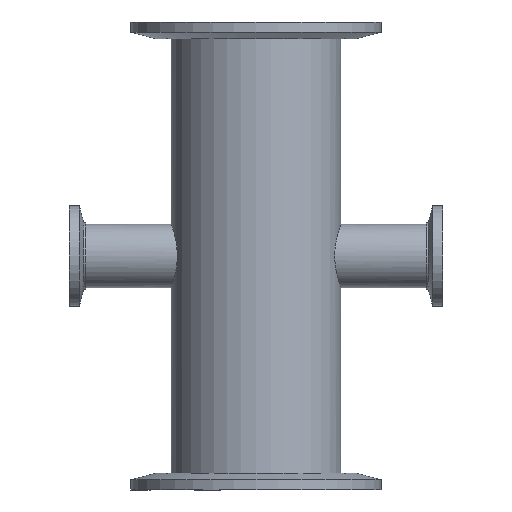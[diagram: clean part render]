
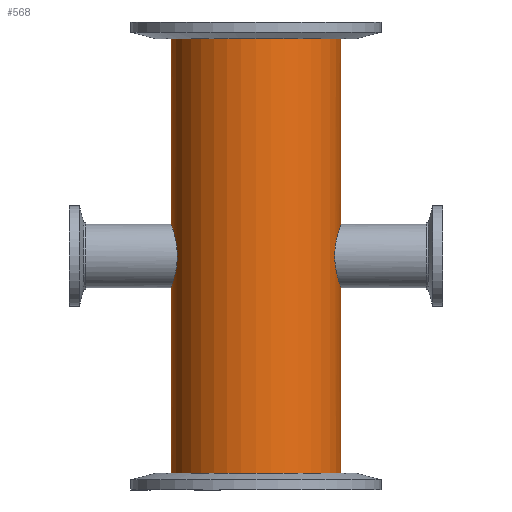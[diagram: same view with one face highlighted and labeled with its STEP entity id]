
A CAD part, front view. The second image highlights one B-rep face of the part: STEP entity #568.
In plain terms, the highlighted cylindrical face has radius 25.4 mm (diameter 50.8 mm), a full revolution.
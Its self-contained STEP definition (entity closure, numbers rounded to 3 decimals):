
#69=FACE_BOUND('',#160,.T.);
#84=CIRCLE('',#690,25.4);
#85=CIRCLE('',#691,25.4);
#129=FACE_OUTER_BOUND('',#159,.T.);
#159=EDGE_LOOP('',(#418,#419,#420,#421,#422,#423,#424,#425,#426));
#160=EDGE_LOOP('',(#427,#428));
#202=LINE('',#1134,#221);
#203=LINE('',#1136,#222);
#221=VECTOR('',#789,25.4);
#222=VECTOR('',#790,25.4);
#236=B_SPLINE_CURVE_WITH_KNOTS('',3,(#961,#962,#963,#964,#965,#966,#967,
#968,#969,#970),.UNSPECIFIED.,.F.,.F.,(4,2,2,2,4),(1.447,1.808,
2.17,2.532,2.894),.UNSPECIFIED.);
#237=B_SPLINE_CURVE_WITH_KNOTS('',3,(#972,#973,#974,#975,#976,#977,#978,
#979,#980,#981,#982,#983,#984,#985,#986,#987,#988,#989,#990),
 .UNSPECIFIED.,.F.,.F.,(4,2,2,2,3,2,2,2,4),(4.34,4.702,
5.063,5.425,5.787,6.149,6.511,
6.872,7.234),.UNSPECIFIED.);
#238=B_SPLINE_CURVE_WITH_KNOTS('',3,(#991,#992,#993,#994,#995,#996,#997,
#998,#999,#1000),.UNSPECIFIED.,.F.,.F.,(4,2,2,2,4),(2.894,3.255,
3.617,3.979,4.34),.UNSPECIFIED.);
#245=B_SPLINE_CURVE_WITH_KNOTS('',3,(#1088,#1089,#1090,#1091,#1092,#1093,
#1094,#1095,#1096,#1097,#1098,#1099,#1100,#1101,#1102,#1103,#1104,#1105),
 .UNSPECIFIED.,.F.,.F.,(4,2,2,2,2,2,2,2,4),(0.,0.362,0.724,
1.085,1.447,1.808,2.17,2.532,
2.894),.UNSPECIFIED.);
#246=B_SPLINE_CURVE_WITH_KNOTS('',3,(#1106,#1107,#1108,#1109,#1110,#1111,
#1112,#1113,#1114,#1115,#1116,#1117,#1118,#1119,#1120,#1121,#1122,#1123),
 .UNSPECIFIED.,.F.,.F.,(4,2,2,2,2,2,2,2,4),(2.894,3.255,
3.617,3.979,4.34,4.702,5.063,
5.425,5.787),.UNSPECIFIED.);
#252=VERTEX_POINT('',#959);
#253=VERTEX_POINT('',#960);
#254=VERTEX_POINT('',#971);
#261=VERTEX_POINT('',#1085);
#262=VERTEX_POINT('',#1087);
#265=VERTEX_POINT('',#1132);
#266=VERTEX_POINT('',#1135);
#312=EDGE_CURVE('',#252,#253,#236,.T.);
#313=EDGE_CURVE('',#254,#252,#237,.T.);
#314=EDGE_CURVE('',#253,#254,#238,.T.);
#323=EDGE_CURVE('',#262,#261,#245,.T.);
#324=EDGE_CURVE('',#261,#262,#246,.T.);
#329=EDGE_CURVE('',#265,#265,#84,.T.);
#330=EDGE_CURVE('',#265,#252,#202,.T.);
#331=EDGE_CURVE('',#254,#266,#203,.T.);
#332=EDGE_CURVE('',#266,#266,#85,.T.);
#418=ORIENTED_EDGE('',*,*,#329,.F.);
#419=ORIENTED_EDGE('',*,*,#330,.T.);
#420=ORIENTED_EDGE('',*,*,#312,.T.);
#421=ORIENTED_EDGE('',*,*,#314,.T.);
#422=ORIENTED_EDGE('',*,*,#331,.T.);
#423=ORIENTED_EDGE('',*,*,#332,.F.);
#424=ORIENTED_EDGE('',*,*,#331,.F.);
#425=ORIENTED_EDGE('',*,*,#313,.T.);
#426=ORIENTED_EDGE('',*,*,#330,.F.);
#427=ORIENTED_EDGE('',*,*,#323,.T.);
#428=ORIENTED_EDGE('',*,*,#324,.T.);
#552=CYLINDRICAL_SURFACE('',#689,25.4);
#568=ADVANCED_FACE('',(#129,#69),#552,.T.);
#689=AXIS2_PLACEMENT_3D('',#1131,#785,#786);
#690=AXIS2_PLACEMENT_3D('',#1133,#787,#788);
#691=AXIS2_PLACEMENT_3D('',#1137,#791,#792);
#785=DIRECTION('center_axis',(0.,0.,1.));
#786=DIRECTION('ref_axis',(-1.,0.,0.));
#787=DIRECTION('center_axis',(0.,0.,1.));
#788=DIRECTION('ref_axis',(-1.,0.,0.));
#789=DIRECTION('',(0.,0.,-1.));
#790=DIRECTION('',(0.,0.,-1.));
#791=DIRECTION('center_axis',(0.,0.,-1.));
#792=DIRECTION('ref_axis',(-1.,0.,0.));
#959=CARTESIAN_POINT('',(25.4,0.,75.7));
#960=CARTESIAN_POINT('',(23.557,9.5,66.2));
#961=CARTESIAN_POINT('Ctrl Pts',(25.4,0.,75.7));
#962=CARTESIAN_POINT('Ctrl Pts',(25.4,1.205,75.7));
#963=CARTESIAN_POINT('Ctrl Pts',(25.306,2.483,75.457));
#964=CARTESIAN_POINT('Ctrl Pts',(24.966,4.82,74.484));
#965=CARTESIAN_POINT('Ctrl Pts',(24.725,5.881,73.754));
#966=CARTESIAN_POINT('Ctrl Pts',(24.266,7.555,72.08));
#967=CARTESIAN_POINT('Ctrl Pts',(24.017,8.284,71.02));
#968=CARTESIAN_POINT('Ctrl Pts',(23.659,9.257,68.683));
#969=CARTESIAN_POINT('Ctrl Pts',(23.557,9.5,67.406));
#970=CARTESIAN_POINT('Ctrl Pts',(23.557,9.5,66.2));
#971=CARTESIAN_POINT('',(25.4,0.,56.7));
#972=CARTESIAN_POINT('Ctrl Pts',(25.4,0.,56.7));
#973=CARTESIAN_POINT('Ctrl Pts',(25.4,-1.205,56.7));
#974=CARTESIAN_POINT('Ctrl Pts',(25.306,-2.483,56.943));
#975=CARTESIAN_POINT('Ctrl Pts',(24.966,-4.82,57.916));
#976=CARTESIAN_POINT('Ctrl Pts',(24.725,-5.881,58.646));
#977=CARTESIAN_POINT('Ctrl Pts',(24.266,-7.555,60.32));
#978=CARTESIAN_POINT('Ctrl Pts',(24.017,-8.284,61.38));
#979=CARTESIAN_POINT('Ctrl Pts',(23.659,-9.257,63.717));
#980=CARTESIAN_POINT('Ctrl Pts',(23.557,-9.5,64.994));
#981=CARTESIAN_POINT('Ctrl Pts',(23.557,-9.5,66.2));
#982=CARTESIAN_POINT('Ctrl Pts',(23.557,-9.5,67.406));
#983=CARTESIAN_POINT('Ctrl Pts',(23.659,-9.257,68.683));
#984=CARTESIAN_POINT('Ctrl Pts',(24.017,-8.284,71.02));
#985=CARTESIAN_POINT('Ctrl Pts',(24.266,-7.555,72.08));
#986=CARTESIAN_POINT('Ctrl Pts',(24.725,-5.881,73.754));
#987=CARTESIAN_POINT('Ctrl Pts',(24.966,-4.82,74.484));
#988=CARTESIAN_POINT('Ctrl Pts',(25.306,-2.483,75.457));
#989=CARTESIAN_POINT('Ctrl Pts',(25.4,-1.205,75.7));
#990=CARTESIAN_POINT('Ctrl Pts',(25.4,0.,75.7));
#991=CARTESIAN_POINT('Ctrl Pts',(23.557,9.5,66.2));
#992=CARTESIAN_POINT('Ctrl Pts',(23.557,9.5,64.994));
#993=CARTESIAN_POINT('Ctrl Pts',(23.659,9.257,63.717));
#994=CARTESIAN_POINT('Ctrl Pts',(24.017,8.284,61.38));
#995=CARTESIAN_POINT('Ctrl Pts',(24.266,7.555,60.32));
#996=CARTESIAN_POINT('Ctrl Pts',(24.725,5.881,58.646));
#997=CARTESIAN_POINT('Ctrl Pts',(24.966,4.82,57.916));
#998=CARTESIAN_POINT('Ctrl Pts',(25.306,2.483,56.943));
#999=CARTESIAN_POINT('Ctrl Pts',(25.4,1.205,56.7));
#1000=CARTESIAN_POINT('Ctrl Pts',(25.4,0.,56.7));
#1085=CARTESIAN_POINT('',(-23.557,9.5,66.2));
#1087=CARTESIAN_POINT('',(-23.557,-9.5,66.2));
#1088=CARTESIAN_POINT('Ctrl Pts',(-23.557,-9.5,66.2));
#1089=CARTESIAN_POINT('Ctrl Pts',(-23.557,-9.5,64.994));
#1090=CARTESIAN_POINT('Ctrl Pts',(-23.659,-9.257,63.717));
#1091=CARTESIAN_POINT('Ctrl Pts',(-24.017,-8.284,61.38));
#1092=CARTESIAN_POINT('Ctrl Pts',(-24.266,-7.555,60.32));
#1093=CARTESIAN_POINT('Ctrl Pts',(-24.725,-5.881,58.646));
#1094=CARTESIAN_POINT('Ctrl Pts',(-24.966,-4.82,57.916));
#1095=CARTESIAN_POINT('Ctrl Pts',(-25.306,-2.483,56.943));
#1096=CARTESIAN_POINT('Ctrl Pts',(-25.4,-1.205,56.7));
#1097=CARTESIAN_POINT('Ctrl Pts',(-25.4,1.205,56.7));
#1098=CARTESIAN_POINT('Ctrl Pts',(-25.306,2.483,56.943));
#1099=CARTESIAN_POINT('Ctrl Pts',(-24.966,4.82,57.916));
#1100=CARTESIAN_POINT('Ctrl Pts',(-24.725,5.881,58.646));
#1101=CARTESIAN_POINT('Ctrl Pts',(-24.266,7.555,60.32));
#1102=CARTESIAN_POINT('Ctrl Pts',(-24.017,8.284,61.38));
#1103=CARTESIAN_POINT('Ctrl Pts',(-23.659,9.257,63.717));
#1104=CARTESIAN_POINT('Ctrl Pts',(-23.557,9.5,64.994));
#1105=CARTESIAN_POINT('Ctrl Pts',(-23.557,9.5,66.2));
#1106=CARTESIAN_POINT('Ctrl Pts',(-23.557,9.5,66.2));
#1107=CARTESIAN_POINT('Ctrl Pts',(-23.557,9.5,67.406));
#1108=CARTESIAN_POINT('Ctrl Pts',(-23.659,9.257,68.683));
#1109=CARTESIAN_POINT('Ctrl Pts',(-24.017,8.284,71.02));
#1110=CARTESIAN_POINT('Ctrl Pts',(-24.266,7.555,72.08));
#1111=CARTESIAN_POINT('Ctrl Pts',(-24.725,5.881,73.754));
#1112=CARTESIAN_POINT('Ctrl Pts',(-24.966,4.82,74.484));
#1113=CARTESIAN_POINT('Ctrl Pts',(-25.306,2.483,75.457));
#1114=CARTESIAN_POINT('Ctrl Pts',(-25.4,1.205,75.7));
#1115=CARTESIAN_POINT('Ctrl Pts',(-25.4,-1.205,75.7));
#1116=CARTESIAN_POINT('Ctrl Pts',(-25.306,-2.483,75.457));
#1117=CARTESIAN_POINT('Ctrl Pts',(-24.966,-4.82,74.484));
#1118=CARTESIAN_POINT('Ctrl Pts',(-24.725,-5.881,73.754));
#1119=CARTESIAN_POINT('Ctrl Pts',(-24.266,-7.555,72.08));
#1120=CARTESIAN_POINT('Ctrl Pts',(-24.017,-8.284,71.02));
#1121=CARTESIAN_POINT('Ctrl Pts',(-23.659,-9.257,68.683));
#1122=CARTESIAN_POINT('Ctrl Pts',(-23.557,-9.5,67.406));
#1123=CARTESIAN_POINT('Ctrl Pts',(-23.557,-9.5,66.2));
#1131=CARTESIAN_POINT('Origin',(0.,0.,0.));
#1132=CARTESIAN_POINT('',(25.4,0.,132.4));
#1133=CARTESIAN_POINT('Origin',(0.,0.,132.4));
#1134=CARTESIAN_POINT('',(25.4,0.,0.));
#1135=CARTESIAN_POINT('',(25.4,0.,0.));
#1136=CARTESIAN_POINT('',(25.4,0.,0.));
#1137=CARTESIAN_POINT('Origin',(0.,0.,0.));
